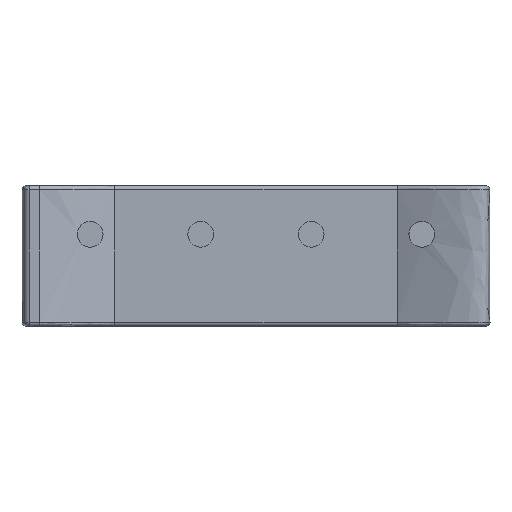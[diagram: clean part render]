
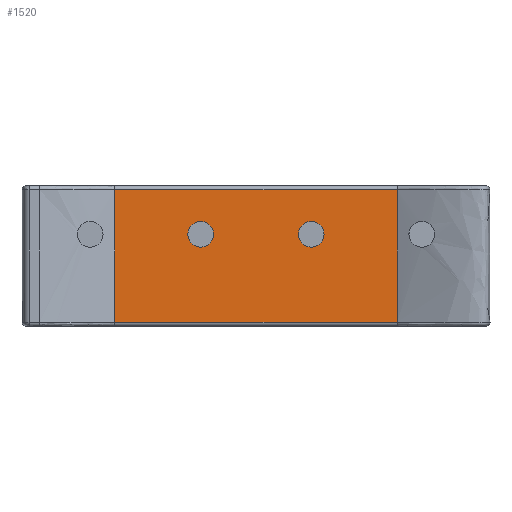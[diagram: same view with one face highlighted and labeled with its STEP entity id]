
A CAD part, front view. The second image highlights one B-rep face of the part: STEP entity #1520.
In plain terms, the highlighted planar face has unit normal (0, -1, 0).
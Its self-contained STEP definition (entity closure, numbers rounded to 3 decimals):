
#1499 = VERTEX_POINT ( 'NONE', #3381 ) ;
#1520 = ADVANCED_FACE ( 'NONE', ( #3411, #3409, #3463 ), #3495, .F. ) ;
#1521 = EDGE_LOOP ( 'NONE', ( #1522, #1617 ) ) ;
#1522 = ORIENTED_EDGE ( 'NONE', *, *, #1523, .F. ) ;
#1523 = EDGE_CURVE ( 'NONE', #1740, #1737, #3489, .T. ) ;
#1544 = EDGE_LOOP ( 'NONE', ( #1545, #1549, #1551, #1608 ) ) ;
#1545 = ORIENTED_EDGE ( 'NONE', *, *, #1546, .T. ) ;
#1546 = EDGE_CURVE ( 'NONE', #1547, #1548, #3497, .T. ) ;
#1547 = VERTEX_POINT ( 'NONE', #3560 ) ;
#1548 = VERTEX_POINT ( 'NONE', #3559 ) ;
#1549 = ORIENTED_EDGE ( 'NONE', *, *, #1550, .T. ) ;
#1550 = EDGE_CURVE ( 'NONE', #1548, #1593, #3558, .T. ) ;
#1551 = ORIENTED_EDGE ( 'NONE', *, *, #1591, .F. ) ;
#1591 = EDGE_CURVE ( 'NONE', #1592, #1593, #3636, .T. ) ;
#1592 = VERTEX_POINT ( 'NONE', #3635 ) ;
#1593 = VERTEX_POINT ( 'NONE', #3634 ) ;
#1608 = ORIENTED_EDGE ( 'NONE', *, *, #1609, .T. ) ;
#1609 = EDGE_CURVE ( 'NONE', #1592, #1547, #3676, .T. ) ;
#1610 = EDGE_LOOP ( 'NONE', ( #1611, #1613 ) ) ;
#1611 = ORIENTED_EDGE ( 'NONE', *, *, #1612, .F. ) ;
#1612 = EDGE_CURVE ( 'NONE', #1751, #1499, #3722, .T. ) ;
#1613 = ORIENTED_EDGE ( 'NONE', *, *, #1750, .F. ) ;
#1617 = ORIENTED_EDGE ( 'NONE', *, *, #1739, .F. ) ;
#1737 = VERTEX_POINT ( 'NONE', #4223 ) ;
#1739 = EDGE_CURVE ( 'NONE', #1737, #1740, #4222, .T. ) ;
#1740 = VERTEX_POINT ( 'NONE', #4217 ) ;
#1750 = EDGE_CURVE ( 'NONE', #1499, #1751, #4198, .T. ) ;
#1751 = VERTEX_POINT ( 'NONE', #4193 ) ;
#3381 = CARTESIAN_POINT ( 'NONE',  ( 2.8, 8.935, 4. ) ) ;
#3409 = FACE_OUTER_BOUND ( 'NONE', #1544, .T. ) ;
#3411 = FACE_BOUND ( 'NONE', #1521, .T. ) ;
#3463 = FACE_BOUND ( 'NONE', #1610, .T. ) ;
#3486 = DIRECTION ( 'NONE',  ( 0., 0., 1. ) ) ;
#3487 = DIRECTION ( 'NONE',  ( 0., -1., 0. ) ) ;
#3488 = AXIS2_PLACEMENT_3D ( 'NONE', #3494, #3487, #3486 ) ;
#3489 = CIRCLE ( 'NONE', #3488, 0.65 ) ;
#3490 = DIRECTION ( 'NONE',  ( 0., 0., 1. ) ) ;
#3491 = DIRECTION ( 'NONE',  ( 0., 1., 0. ) ) ;
#3492 = CARTESIAN_POINT ( 'NONE',  ( 0., 8.935, 7.1 ) ) ;
#3493 = AXIS2_PLACEMENT_3D ( 'NONE', #3492, #3491, #3490 ) ;
#3494 = CARTESIAN_POINT ( 'NONE',  ( -2.8, 8.935, 4.65 ) ) ;
#3495 = PLANE ( 'NONE',  #3493 ) ;
#3497 = LINE ( 'NONE', #3563, #3562 ) ;
#3555 = DIRECTION ( 'NONE',  ( 1., 0., 0. ) ) ;
#3556 = VECTOR ( 'NONE', #3555, 1000. ) ;
#3557 = CARTESIAN_POINT ( 'NONE',  ( 0., 8.935, 0.2 ) ) ;
#3558 = LINE ( 'NONE', #3557, #3556 ) ;
#3559 = CARTESIAN_POINT ( 'NONE',  ( -7.15, 8.935, 0.2 ) ) ;
#3560 = CARTESIAN_POINT ( 'NONE',  ( -7.15, 8.935, 6.9 ) ) ;
#3561 = DIRECTION ( 'NONE',  ( 0., 0., -1. ) ) ;
#3562 = VECTOR ( 'NONE', #3561, 1000. ) ;
#3563 = CARTESIAN_POINT ( 'NONE',  ( -7.15, 8.935, 7.1 ) ) ;
#3634 = CARTESIAN_POINT ( 'NONE',  ( 7.15, 8.935, 0.2 ) ) ;
#3635 = CARTESIAN_POINT ( 'NONE',  ( 7.15, 8.935, 6.9 ) ) ;
#3636 = LINE ( 'NONE', #3639, #3638 ) ;
#3637 = DIRECTION ( 'NONE',  ( 0., 0., -1. ) ) ;
#3638 = VECTOR ( 'NONE', #3637, 1000. ) ;
#3639 = CARTESIAN_POINT ( 'NONE',  ( 7.15, 8.935, 7.1 ) ) ;
#3675 = CARTESIAN_POINT ( 'NONE',  ( -7.15, 8.935, 6.9 ) ) ;
#3676 = LINE ( 'NONE', #3675, #3725 ) ;
#3718 = DIRECTION ( 'NONE',  ( 0., 0., 1. ) ) ;
#3719 = DIRECTION ( 'NONE',  ( 0., -1., 0. ) ) ;
#3720 = CARTESIAN_POINT ( 'NONE',  ( 2.8, 8.935, 4.65 ) ) ;
#3721 = AXIS2_PLACEMENT_3D ( 'NONE', #3720, #3719, #3718 ) ;
#3722 = CIRCLE ( 'NONE', #3721, 0.65 ) ;
#3724 = DIRECTION ( 'NONE',  ( -1., 0., 0. ) ) ;
#3725 = VECTOR ( 'NONE', #3724, 1000. ) ;
#4193 = CARTESIAN_POINT ( 'NONE',  ( 2.8, 8.935, 5.3 ) ) ;
#4194 = DIRECTION ( 'NONE',  ( 0., 0., 1. ) ) ;
#4195 = DIRECTION ( 'NONE',  ( 0., -1., 0. ) ) ;
#4196 = CARTESIAN_POINT ( 'NONE',  ( 2.8, 8.935, 4.65 ) ) ;
#4197 = AXIS2_PLACEMENT_3D ( 'NONE', #4196, #4195, #4194 ) ;
#4198 = CIRCLE ( 'NONE', #4197, 0.65 ) ;
#4217 = CARTESIAN_POINT ( 'NONE',  ( -2.8, 8.935, 5.3 ) ) ;
#4218 = DIRECTION ( 'NONE',  ( 0., 0., 1. ) ) ;
#4219 = DIRECTION ( 'NONE',  ( 0., -1., 0. ) ) ;
#4220 = CARTESIAN_POINT ( 'NONE',  ( -2.8, 8.935, 4.65 ) ) ;
#4221 = AXIS2_PLACEMENT_3D ( 'NONE', #4220, #4219, #4218 ) ;
#4222 = CIRCLE ( 'NONE', #4221, 0.65 ) ;
#4223 = CARTESIAN_POINT ( 'NONE',  ( -2.8, 8.935, 4. ) ) ;
